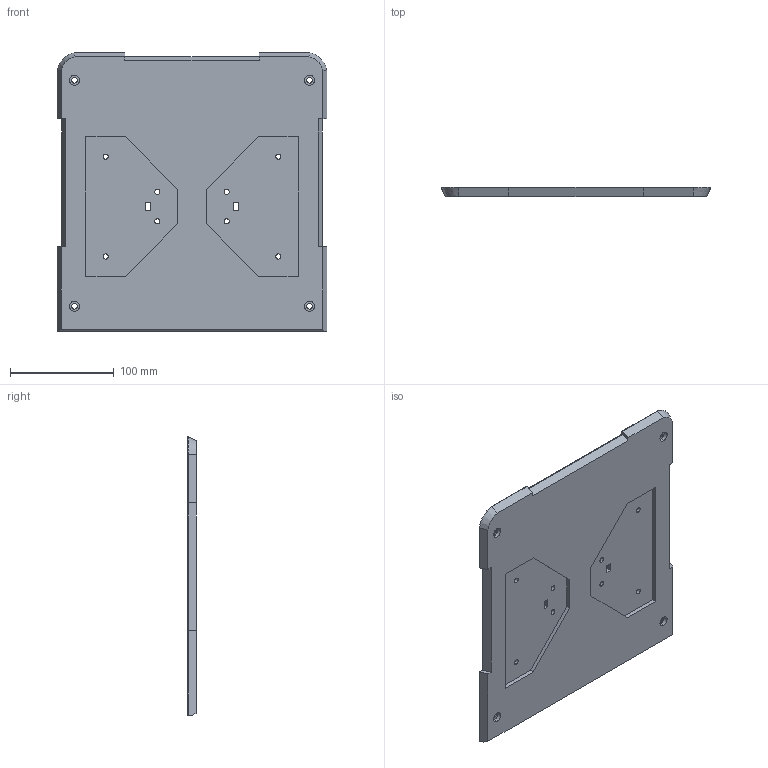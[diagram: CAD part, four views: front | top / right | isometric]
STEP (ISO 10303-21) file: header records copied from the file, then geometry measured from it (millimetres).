
FILE_DESCRIPTION (( 'STEP AP214' ), '1' );
FILE_NAME ('body-bottom.STEP', '2024-05-01T21:43:37', ( '' ), ( '' ), 'SwSTEP 2.0', 'SolidWorks 2023', '' );
FILE_SCHEMA (( 'AUTOMOTIVE_DESIGN' ));
Length unit declared in the file: millimetre
Products named in the file (1): body-bottom
Bounding box: 260 x 8.33 x 268.83 mm (x, y, z)
Volume: 456101.5 mm3; surface area: 153674.4 mm2
Topology: 1 solids, 1 shells, 103 faces, 278 edges, 184 vertices
Faces by surface type: plane 67, cylinder 34, cone 2
Entity records: 3313 total; most frequent: CARTESIAN_POINT 578, ORIENTED_EDGE 556, DIRECTION 552, EDGE_CURVE 278, VECTOR 204, LINE 204, VERTEX_POINT 184, AXIS2_PLACEMENT_3D 174
